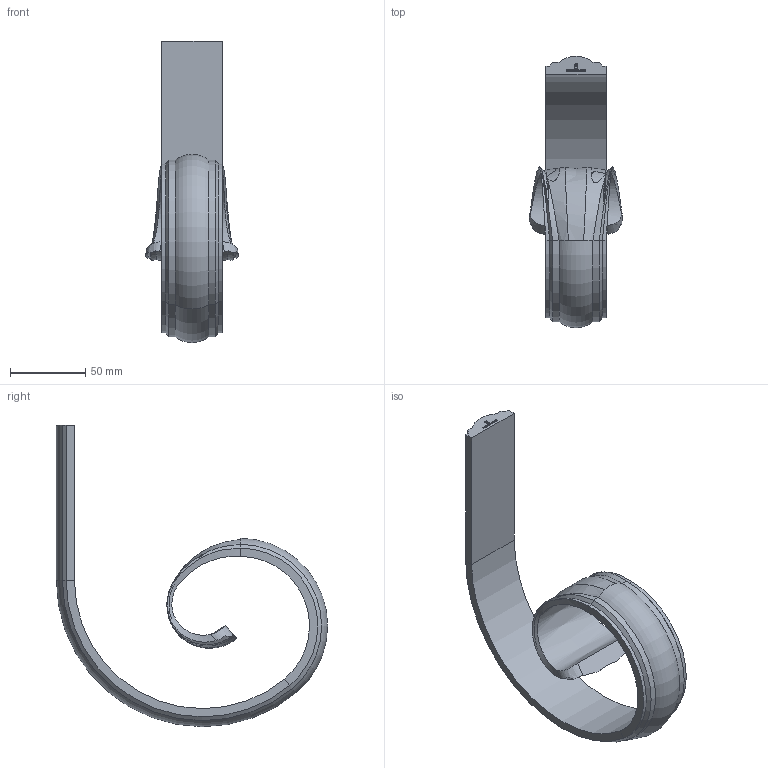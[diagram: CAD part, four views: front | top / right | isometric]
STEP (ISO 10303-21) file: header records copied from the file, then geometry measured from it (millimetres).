
FILE_DESCRIPTION (( 'STEP AP203' ), '1' );
FILE_NAME ('2089.STEP', '2025-02-19T10:55:24', ( '' ), ( '' ), 'SwSTEP 2.0', 'SolidWorks 2018', '' );
FILE_SCHEMA (( 'CONFIG_CONTROL_DESIGN' ));
Length unit declared in the file: millimetre
Products named in the file (1): 2089
Bounding box: 61.96 x 180 x 200 mm (x, y, z)
Volume: 185406.5 mm3; surface area: 56663 mm2
Topology: 1 solids, 1 shells, 266 faces, 705 edges, 459 vertices
Faces by surface type: bspline 128, plane 121, cylinder 11, cone 4, torus 2
Entity records: 16355 total; most frequent: CARTESIAN_POINT 10579, ORIENTED_EDGE 1406, DIRECTION 747, EDGE_CURVE 703, VERTEX_POINT 459, VECTOR 411, LINE 411, EDGE_LOOP 288
